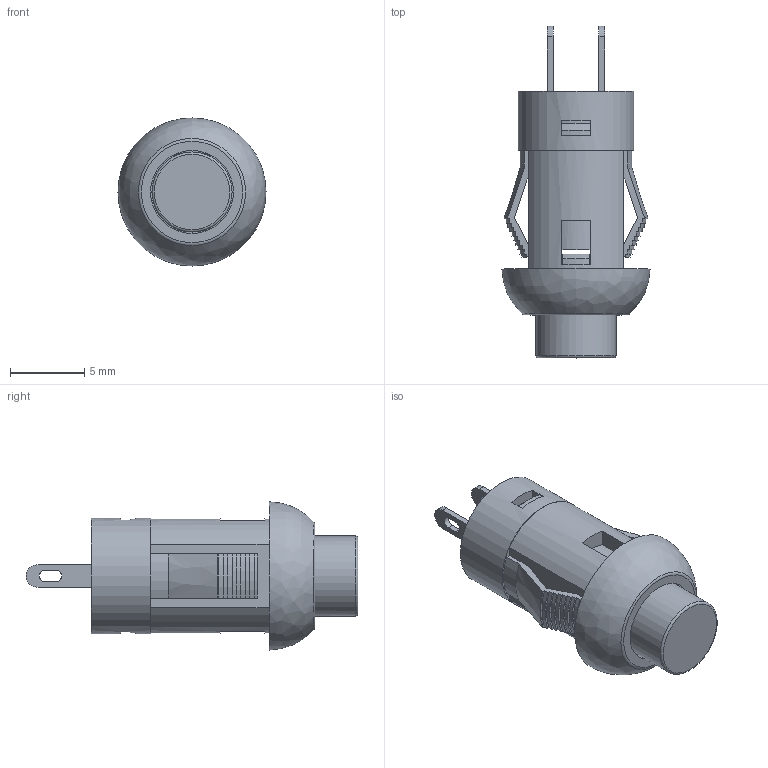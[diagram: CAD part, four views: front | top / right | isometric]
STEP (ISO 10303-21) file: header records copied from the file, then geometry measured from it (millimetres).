
FILE_DESCRIPTION(/* description */ (''),/* implementation_level */ '2;1');
FILE_NAME(/* name */ 'LP1OA1AN.stp',/* time_stamp */ '2025-05-22T14:45:58-05:00',/* author */ ('mroman'),/* organization */ (''),/* preprocessor_version */ 'ST-DEVELOPER v18.1',/* originating_system */ 'Autodesk Inventor 2022',/* authorisation */ '');
FILE_SCHEMA (('AUTOMOTIVE_DESIGN { 1 0 10303 214 3 1 1 }'));
Length unit declared in the file: centimetre
Products named in the file (1): LP1OA1AN
Bounding box: 10 x 22.4 x 10 mm (x, y, z)
Volume: 539.8 mm3; surface area: 1370.2 mm2
Topology: 1 solids, 1 shells, 196 faces, 591 edges, 392 vertices
Faces by surface type: plane 137, cylinder 42, cone 12, torus 4, bspline 1
Full cylindrical faces by diameter (mm): 4.3 x1, 5.4 x1, 5.6 x1, 7.8 x1
Entity records: 6749 total; most frequent: CARTESIAN_POINT 1298, ORIENTED_EDGE 1182, DIRECTION 1108, EDGE_CURVE 591, VERTEX_POINT 392, LINE 386, VECTOR 386, AXIS2_PLACEMENT_3D 361
